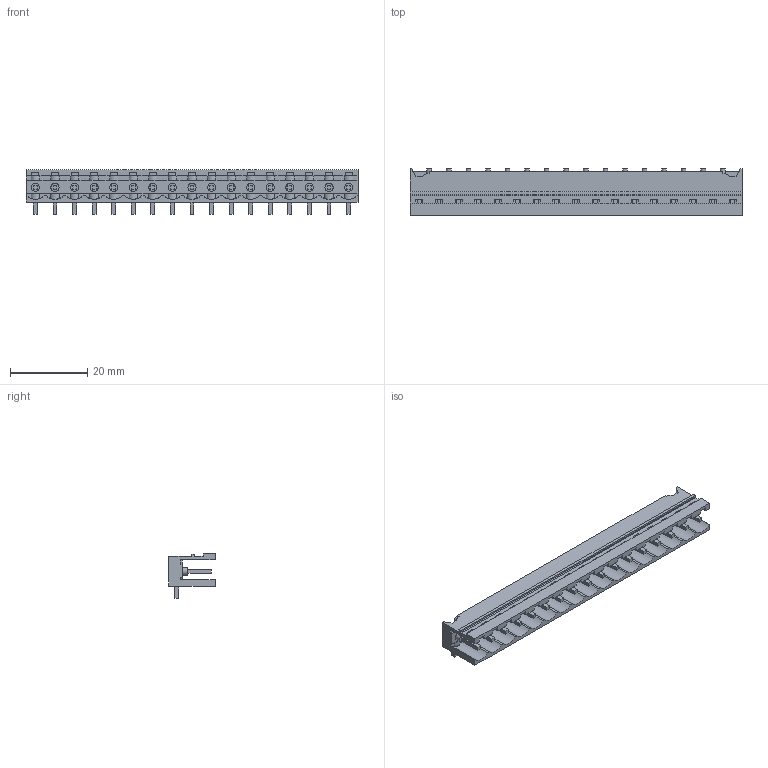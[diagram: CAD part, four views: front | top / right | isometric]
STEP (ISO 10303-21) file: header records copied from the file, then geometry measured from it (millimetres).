
FILE_DESCRIPTION(('CATIA V5 STEP Exchange','CAx-IF Rec.Pracs.--- Model Styling and Organization---1.2---2011-12-15'),'2;1');
FILE_NAME ('D1456022_0', '2018-03-09T07:50:20+00:00', ('none'), ('Weidmueller'), 'CATIA Version 5-6 Release 2014', 'CATIA V5 STEP AP214', 'none');
FILE_SCHEMA(('AUTOMOTIVE_DESIGN { 1 0 10303 214 1 1 1 1 }'));
Length unit declared in the file: millimetre
Products named in the file (1): 1780100000
Bounding box: 86.16 x 12 x 11.63 mm (x, y, z)
Volume: 3080.8 mm3; surface area: 7220 mm2
Topology: 18 solids, 18 shells, 933 faces, 2992 edges, 2078 vertices
Faces by surface type: plane 766, cylinder 165, extrusion 2
Entity records: 30430 total; most frequent: CARTESIAN_POINT 6068, ORIENTED_EDGE 5984, DIRECTION 3662, EDGE_CURVE 2992, VECTOR 2302, LINE 2300, VERTEX_POINT 2078, EDGE_LOOP 984
